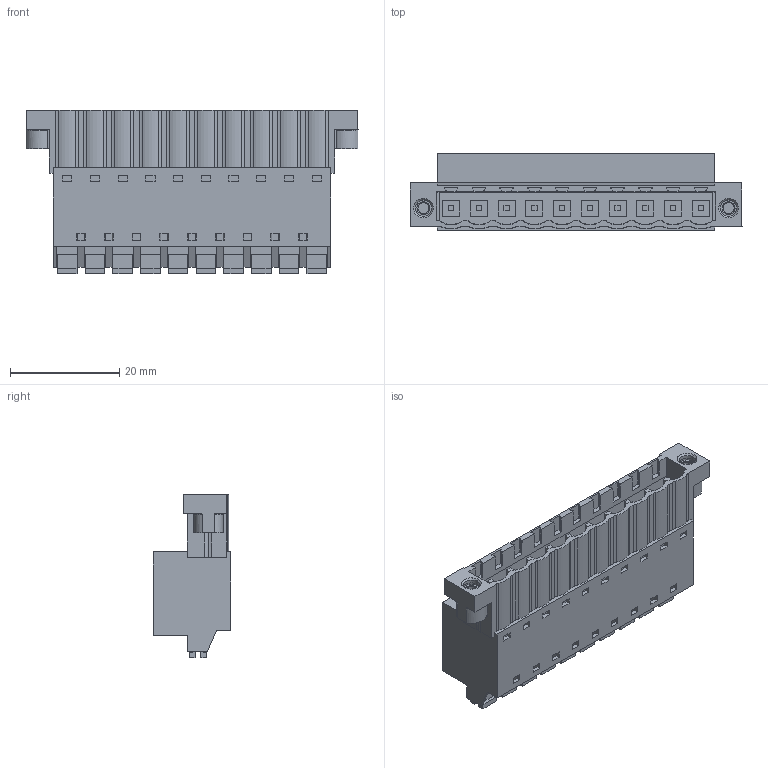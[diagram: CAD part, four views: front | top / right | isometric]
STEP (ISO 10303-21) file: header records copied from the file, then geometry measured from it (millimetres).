
FILE_DESCRIPTION(('CATIA V5 STEP Exchange','CAx-IF Rec.Pracs.--- Model Styling and Organization---1.4--- 2014-01-23'),'2;1');
FILE_NAME ('011704-2_1_1335760000_1335760000.stp','2021-09-07T05:37:50+00:00',('none'),('Weidmueller'),'CATIA Version 5-6 Release 2016 SP3 HF44','CATIA V5 STEP AP214','none');
FILE_SCHEMA(('AUTOMOTIVE_DESIGN { 1 0 10303 214 1 1 1 1 }'));
Length unit declared in the file: millimetre
Products named in the file (1): 1335760000
Bounding box: 60.8 x 14.2 x 29.93 mm (x, y, z)
Volume: 11531.7 mm3; surface area: 10709.4 mm2
Topology: 23 solids, 23 shells, 1080 faces, 2831 edges, 1850 vertices
Faces by surface type: plane 904, cylinder 126, cone 22, extrusion 20, torus 8
Entity records: 32739 total; most frequent: CARTESIAN_POINT 7421, ORIENTED_EDGE 5662, DIRECTION 4261, EDGE_CURVE 2831, VECTOR 2511, LINE 2491, VERTEX_POINT 1850, EDGE_LOOP 1197
